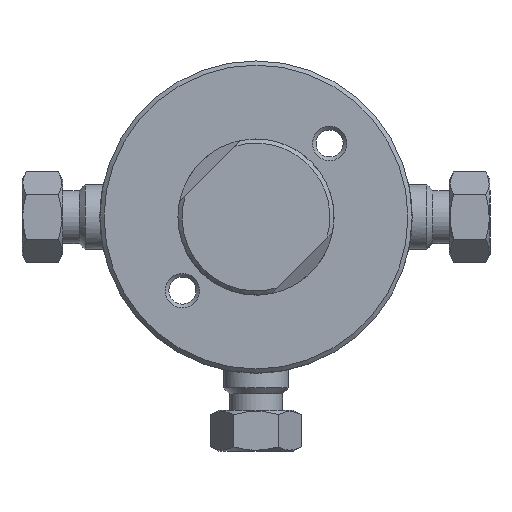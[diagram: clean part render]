
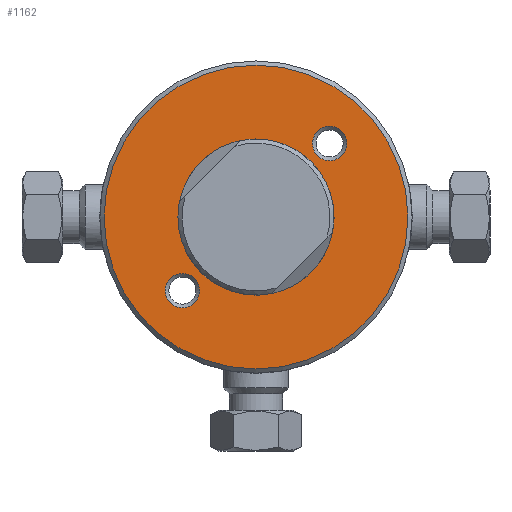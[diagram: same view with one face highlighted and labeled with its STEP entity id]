
A CAD part, left-side view. The second image highlights one B-rep face of the part: STEP entity #1162.
In plain terms, the highlighted planar face has unit normal (-1, 0, 0).
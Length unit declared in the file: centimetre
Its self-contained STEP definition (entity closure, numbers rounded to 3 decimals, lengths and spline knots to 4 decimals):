
#127=FACE_BOUND('',#430,.T.);
#128=FACE_BOUND('',#431,.T.);
#129=FACE_BOUND('',#432,.T.);
#330=FACE_OUTER_BOUND('',#429,.T.);
#429=EDGE_LOOP('',(#920));
#430=EDGE_LOOP('',(#921));
#431=EDGE_LOOP('',(#922));
#432=EDGE_LOOP('',(#923));
#524=CIRCLE('',#1244,0.9525);
#536=CIRCLE('',#1265,0.21);
#537=CIRCLE('',#1267,0.21);
#541=CIRCLE('',#1276,1.8542);
#601=VERTEX_POINT('',#1896);
#610=VERTEX_POINT('',#1926);
#611=VERTEX_POINT('',#1929);
#615=VERTEX_POINT('',#1942);
#720=EDGE_CURVE('',#601,#601,#524,.T.);
#732=EDGE_CURVE('',#610,#610,#536,.T.);
#733=EDGE_CURVE('',#611,#611,#537,.T.);
#737=EDGE_CURVE('',#615,#615,#541,.T.);
#920=ORIENTED_EDGE('',*,*,#737,.F.);
#921=ORIENTED_EDGE('',*,*,#732,.T.);
#922=ORIENTED_EDGE('',*,*,#733,.T.);
#923=ORIENTED_EDGE('',*,*,#720,.T.);
#1106=PLANE('',#1277);
#1162=ADVANCED_FACE('',(#330,#127,#128,#129),#1106,.T.);
#1244=AXIS2_PLACEMENT_3D('',#1897,#1421,#1422);
#1265=AXIS2_PLACEMENT_3D('',#1927,#1463,#1464);
#1267=AXIS2_PLACEMENT_3D('',#1930,#1467,#1468);
#1276=AXIS2_PLACEMENT_3D('',#1943,#1485,#1486);
#1277=AXIS2_PLACEMENT_3D('',#1944,#1487,#1488);
#1421=DIRECTION('center_axis',(1.,0.,0.));
#1422=DIRECTION('ref_axis',(0.,1.,0.));
#1463=DIRECTION('center_axis',(1.,0.,0.));
#1464=DIRECTION('ref_axis',(0.,0.,1.));
#1467=DIRECTION('center_axis',(1.,0.,0.));
#1468=DIRECTION('ref_axis',(0.,0.,1.));
#1485=DIRECTION('center_axis',(1.,0.,0.));
#1486=DIRECTION('ref_axis',(0.,-1.,0.));
#1487=DIRECTION('center_axis',(-1.,0.,0.));
#1488=DIRECTION('ref_axis',(0.,0.,
1.));
#1896=CARTESIAN_POINT('',(0.1876,1.1398,0.0822));
#1897=CARTESIAN_POINT('Origin',(0.1876,0.1873,0.0822));
#1926=CARTESIAN_POINT('',(0.1876,1.0853,-0.6058));
#1927=CARTESIAN_POINT('Origin',(0.1876,1.0853,-0.8158));
#1929=CARTESIAN_POINT('',(0.1876,-0.7107,1.1902));
#1930=CARTESIAN_POINT('Origin',(0.1876,-0.7107,0.9802));
#1942=CARTESIAN_POINT('',(0.1876,2.0415,0.0822));
#1943=CARTESIAN_POINT('Origin',(0.1876,0.1873,0.0822));
#1944=CARTESIAN_POINT('Origin',(0.1876,1.6161,0.0822));
